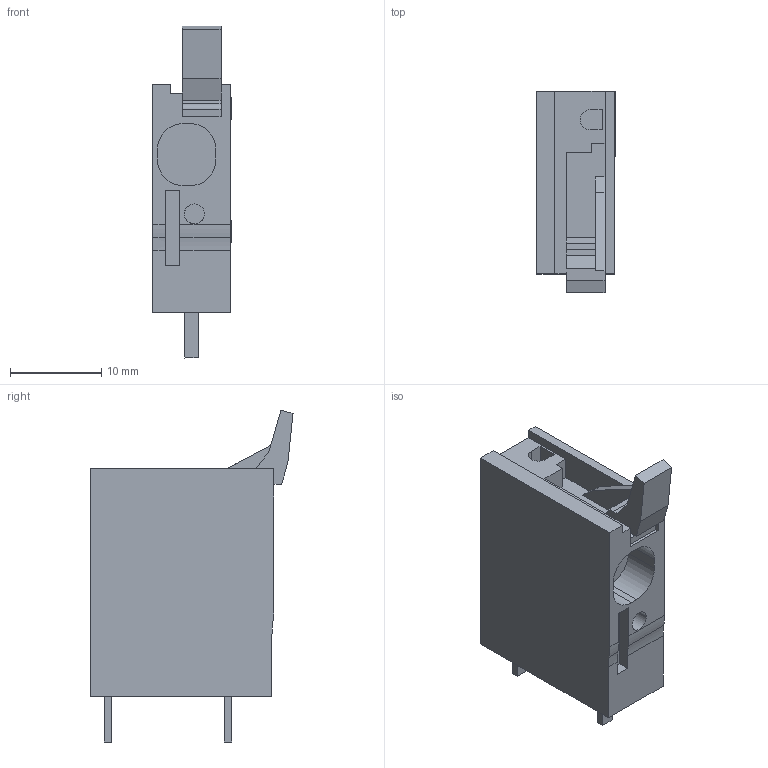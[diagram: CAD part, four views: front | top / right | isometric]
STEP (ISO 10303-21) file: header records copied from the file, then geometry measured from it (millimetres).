
FILE_DESCRIPTION(('CATIA V5 STEP Exchange','CAx-IF Rec.Pracs.--- Model Styling and Organization---1.4--- 2014-01-23'),'2;1');
FILE_NAME ('D1462711_2_2471520000_2471520000.stp','2021-11-29T08:50:41+00:00',('none'),('Weidmueller'),'CATIA Version 5-6 Release 2016 SP3 HF44','CATIA V5 STEP AP214','none');
FILE_SCHEMA(('AUTOMOTIVE_DESIGN { 1 0 10303 214 1 1 1 1 }'));
Length unit declared in the file: millimetre
Products named in the file (1): 2471520000
Bounding box: 8.63 x 22.16 x 36.41 mm (x, y, z)
Volume: 3659.7 mm3; surface area: 2451.6 mm2
Topology: 2 solids, 2 shells, 103 faces, 274 edges, 182 vertices
Faces by surface type: plane 89, cylinder 14
Entity records: 3221 total; most frequent: CARTESIAN_POINT 585, ORIENTED_EDGE 548, DIRECTION 449, EDGE_CURVE 274, VECTOR 246, LINE 246, VERTEX_POINT 182, AXIS2_PLACEMENT_3D 113
